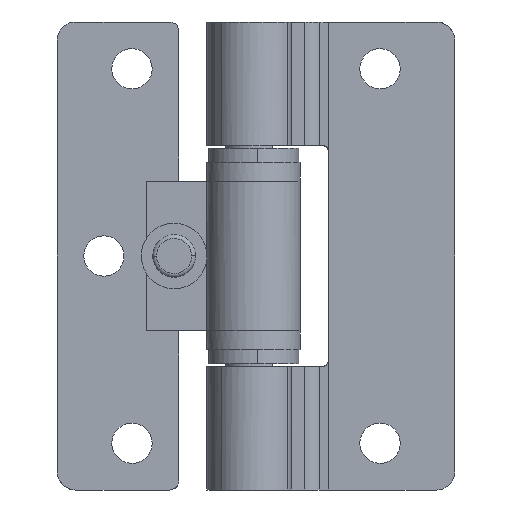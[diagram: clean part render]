
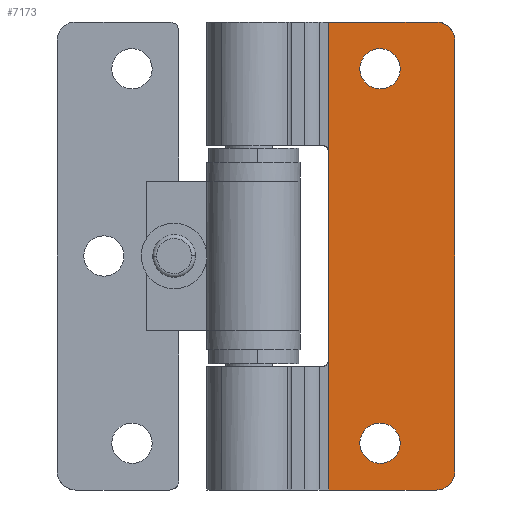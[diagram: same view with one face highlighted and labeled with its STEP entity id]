
A CAD part, front view. The second image highlights one B-rep face of the part: STEP entity #7173.
In plain terms, the highlighted free-form (B-spline) face has degree [1, 1] with [2, 2] control points.
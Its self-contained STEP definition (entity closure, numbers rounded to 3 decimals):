
#5447=CARTESIAN_POINT('',(13.5,5.0,7.15));
#5448=VERTEX_POINT('',#5447);
#5449=CARTESIAN_POINT('',(11.357,5.0,5.169));
#5450=VERTEX_POINT('',#5449);
#5451=CARTESIAN_POINT('',(13.5,5.0,7.15));
#5452=CARTESIAN_POINT('',(11.513,5.0,7.15));
#5453=CARTESIAN_POINT('',(11.357,5.0,5.169));
#5461=(BOUNDED_CURVE()B_SPLINE_CURVE(2,(#5451,#5452,#5453),.UNSPECIFIED.,.F.,.U.)B_SPLINE_CURVE_WITH_KNOTS((3,3),(0.0,0.236),.UNSPECIFIED.)CURVE()GEOMETRIC_REPRESENTATION_ITEM()RATIONAL_B_SPLINE_CURVE((1.0,0.723,0.97))REPRESENTATION_ITEM(''));
#5462=EDGE_CURVE('',#5448,#5450,#5461,.T.);
#5503=CARTESIAN_POINT('',(15.643,5.0,4.831));
#5504=VERTEX_POINT('',#5503);
#5510=CARTESIAN_POINT('',(15.643,5.0,4.831));
#5511=CARTESIAN_POINT('',(15.65,5.,4.916));
#5512=CARTESIAN_POINT('',(15.65,5.0,5.0));
#5513=CARTESIAN_POINT('',(15.65,5.,7.15));
#5514=CARTESIAN_POINT('',(13.5,5.0,7.15));
#5522=(BOUNDED_CURVE()B_SPLINE_CURVE(2,(#5510,#5511,#5512,#5513,#5514),.UNSPECIFIED.,.F.,.U.)B_SPLINE_CURVE_WITH_KNOTS((3,2,3),(0.736,0.75,1.0),.UNSPECIFIED.)CURVE()GEOMETRIC_REPRESENTATION_ITEM()RATIONAL_B_SPLINE_CURVE((0.97,0.984,1.0,0.707,1.0))REPRESENTATION_ITEM(''));
#5523=EDGE_CURVE('',#5504,#5448,#5522,.T.);
#5546=CARTESIAN_POINT('',(13.5,5.0,2.85));
#5547=VERTEX_POINT('',#5546);
#5548=CARTESIAN_POINT('',(11.357,5.,5.169));
#5549=CARTESIAN_POINT('',(11.35,5.0,5.084));
#5550=CARTESIAN_POINT('',(11.35,5.0,5.0));
#5551=CARTESIAN_POINT('',(11.35,5.,2.85));
#5552=CARTESIAN_POINT('',(13.5,5.0,2.85));
#5560=(BOUNDED_CURVE()B_SPLINE_CURVE(2,(#5548,#5549,#5550,#5551,#5552),.UNSPECIFIED.,.F.,.U.)B_SPLINE_CURVE_WITH_KNOTS((3,2,3),(0.236,0.25,0.5),.UNSPECIFIED.)CURVE()GEOMETRIC_REPRESENTATION_ITEM()RATIONAL_B_SPLINE_CURVE((0.97,0.984,1.0,0.707,1.0))REPRESENTATION_ITEM(''));
#5561=EDGE_CURVE('',#5450,#5547,#5560,.T.);
#5563=CARTESIAN_POINT('',(13.5,5.0,2.85));
#5564=CARTESIAN_POINT('',(15.487,5.,2.85));
#5565=CARTESIAN_POINT('',(15.643,5.,4.831));
#5573=(BOUNDED_CURVE()B_SPLINE_CURVE(2,(#5563,#5564,#5565),.UNSPECIFIED.,.F.,.U.)B_SPLINE_CURVE_WITH_KNOTS((3,3),(0.5,0.736),.UNSPECIFIED.)CURVE()GEOMETRIC_REPRESENTATION_ITEM()RATIONAL_B_SPLINE_CURVE((1.0,0.723,0.97))REPRESENTATION_ITEM(''));
#5574=EDGE_CURVE('',#5547,#5504,#5573,.T.);
#5629=CARTESIAN_POINT('',(13.5,5.0,47.15));
#5630=VERTEX_POINT('',#5629);
#5631=CARTESIAN_POINT('',(11.357,5.0,45.169));
#5632=VERTEX_POINT('',#5631);
#5633=CARTESIAN_POINT('',(13.5,5.0,47.15));
#5634=CARTESIAN_POINT('',(11.513,5.,47.15));
#5635=CARTESIAN_POINT('',(11.357,5.0,45.169));
#5643=(BOUNDED_CURVE()B_SPLINE_CURVE(2,(#5633,#5634,#5635),.UNSPECIFIED.,.F.,.U.)B_SPLINE_CURVE_WITH_KNOTS((3,3),(0.0,0.236),.UNSPECIFIED.)CURVE()GEOMETRIC_REPRESENTATION_ITEM()RATIONAL_B_SPLINE_CURVE((1.0,0.723,0.97))REPRESENTATION_ITEM(''));
#5644=EDGE_CURVE('',#5630,#5632,#5643,.T.);
#5685=CARTESIAN_POINT('',(15.643,5.0,44.831));
#5686=VERTEX_POINT('',#5685);
#5692=CARTESIAN_POINT('',(15.643,5.,44.831));
#5693=CARTESIAN_POINT('',(15.65,5.0,44.916));
#5694=CARTESIAN_POINT('',(15.65,5.0,45.0));
#5695=CARTESIAN_POINT('',(15.65,5.,47.15));
#5696=CARTESIAN_POINT('',(13.5,5.0,47.15));
#5704=(BOUNDED_CURVE()B_SPLINE_CURVE(2,(#5692,#5693,#5694,#5695,#5696),.UNSPECIFIED.,.F.,.U.)B_SPLINE_CURVE_WITH_KNOTS((3,2,3),(0.736,0.75,1.0),.UNSPECIFIED.)CURVE()GEOMETRIC_REPRESENTATION_ITEM()RATIONAL_B_SPLINE_CURVE((0.97,0.984,1.0,0.707,1.0))REPRESENTATION_ITEM(''));
#5705=EDGE_CURVE('',#5686,#5630,#5704,.T.);
#5728=CARTESIAN_POINT('',(13.5,5.0,42.85));
#5729=VERTEX_POINT('',#5728);
#5730=CARTESIAN_POINT('',(11.357,5.,45.169));
#5731=CARTESIAN_POINT('',(11.35,5.0,45.084));
#5732=CARTESIAN_POINT('',(11.35,5.0,45.0));
#5733=CARTESIAN_POINT('',(11.35,5.,42.85));
#5734=CARTESIAN_POINT('',(13.5,5.0,42.85));
#5742=(BOUNDED_CURVE()B_SPLINE_CURVE(2,(#5730,#5731,#5732,#5733,#5734),.UNSPECIFIED.,.F.,.U.)B_SPLINE_CURVE_WITH_KNOTS((3,2,3),(0.236,0.25,0.5),.UNSPECIFIED.)CURVE()GEOMETRIC_REPRESENTATION_ITEM()RATIONAL_B_SPLINE_CURVE((0.97,0.984,1.0,0.707,1.0))REPRESENTATION_ITEM(''));
#5743=EDGE_CURVE('',#5632,#5729,#5742,.T.);
#5745=CARTESIAN_POINT('',(13.5,5.0,42.85));
#5746=CARTESIAN_POINT('',(15.487,5.,42.85));
#5747=CARTESIAN_POINT('',(15.643,5.,44.831));
#5755=(BOUNDED_CURVE()B_SPLINE_CURVE(2,(#5745,#5746,#5747),.UNSPECIFIED.,.F.,.U.)B_SPLINE_CURVE_WITH_KNOTS((3,3),(0.5,0.736),.UNSPECIFIED.)CURVE()GEOMETRIC_REPRESENTATION_ITEM()RATIONAL_B_SPLINE_CURVE((1.0,0.723,0.97))REPRESENTATION_ITEM(''));
#5756=EDGE_CURVE('',#5729,#5686,#5755,.T.);
#6307=CARTESIAN_POINT('',(8.,5.0,0.0));
#6308=VERTEX_POINT('',#6307);
#6314=CARTESIAN_POINT('',(8.0,5.,13.9));
#6315=VERTEX_POINT('',#6314);
#6316=CARTESIAN_POINT('',(8.,5.0,0.0));
#6317=CARTESIAN_POINT('',(8.0,5.,13.9));
#6318=QUASI_UNIFORM_CURVE('',1,(#6316,#6317),.UNSPECIFIED.,.F.,.U.);
#6319=EDGE_CURVE('',#6308,#6315,#6318,.T.);
#6342=CARTESIAN_POINT('',(8.0,5.,36.1));
#6343=VERTEX_POINT('',#6342);
#6361=CARTESIAN_POINT('',(8.,5.0,50.0));
#6362=VERTEX_POINT('',#6361);
#6363=CARTESIAN_POINT('',(8.0,5.,36.1));
#6364=CARTESIAN_POINT('',(8.,5.0,50.0));
#6365=QUASI_UNIFORM_CURVE('',1,(#6363,#6364),.UNSPECIFIED.,.F.,.U.);
#6366=EDGE_CURVE('',#6343,#6362,#6365,.T.);
#7098=CARTESIAN_POINT('',(7.326,5.0,-2.497));
#7099=CARTESIAN_POINT('',(7.326,5.0,52.498));
#7100=CARTESIAN_POINT('',(22.174,5.0,-2.497));
#7101=CARTESIAN_POINT('',(22.174,5.0,52.498));
#7102=B_SPLINE_SURFACE_WITH_KNOTS('',1,1,((#7098,#7100),(#7099,#7101)),.UNSPECIFIED.,.F.,.F.,.U.,(2,2),(2,2),(0.0,54.995),(0.0,14.849),.UNSPECIFIED.);
#7103=CARTESIAN_POINT('',(19.5,5.0,0.0));
#7104=VERTEX_POINT('',#7103);
#7105=CARTESIAN_POINT('',(19.5,5.0,0.0));
#7106=CARTESIAN_POINT('',(8.,5.0,0.0));
#7107=QUASI_UNIFORM_CURVE('',1,(#7105,#7106),.UNSPECIFIED.,.F.,.U.);
#7108=EDGE_CURVE('',#7104,#6308,#7107,.T.);
#7109=ORIENTED_EDGE('',*,*,#7108,.F.);
#7110=CARTESIAN_POINT('',(21.5,5.0,2.0));
#7111=VERTEX_POINT('',#7110);
#7112=CARTESIAN_POINT('',(19.5,5.0,0.0));
#7113=CARTESIAN_POINT('',(21.5,5.,0.0));
#7114=CARTESIAN_POINT('',(21.5,5.0,2.0));
#7122=(BOUNDED_CURVE()B_SPLINE_CURVE(2,(#7112,#7113,#7114),.UNSPECIFIED.,.F.,.U.)CURVE()GEOMETRIC_REPRESENTATION_ITEM()QUASI_UNIFORM_CURVE()RATIONAL_B_SPLINE_CURVE((1.0,0.707,1.0))REPRESENTATION_ITEM(''));
#7123=EDGE_CURVE('',#7104,#7111,#7122,.T.);
#7124=ORIENTED_EDGE('',*,*,#7123,.T.);
#7125=CARTESIAN_POINT('',(21.5,5.0,48.0));
#7126=VERTEX_POINT('',#7125);
#7127=CARTESIAN_POINT('',(21.5,5.0,2.0));
#7128=CARTESIAN_POINT('',(21.5,5.0,48.0));
#7129=QUASI_UNIFORM_CURVE('',1,(#7127,#7128),.UNSPECIFIED.,.F.,.U.);
#7130=EDGE_CURVE('',#7111,#7126,#7129,.T.);
#7131=ORIENTED_EDGE('',*,*,#7130,.T.);
#7132=CARTESIAN_POINT('',(19.5,5.0,50.0));
#7133=VERTEX_POINT('',#7132);
#7134=CARTESIAN_POINT('',(21.5,5.0,48.0));
#7135=CARTESIAN_POINT('',(21.5,5.,50.0));
#7136=CARTESIAN_POINT('',(19.5,5.0,50.0));
#7144=(BOUNDED_CURVE()B_SPLINE_CURVE(2,(#7134,#7135,#7136),.UNSPECIFIED.,.F.,.U.)CURVE()GEOMETRIC_REPRESENTATION_ITEM()QUASI_UNIFORM_CURVE()RATIONAL_B_SPLINE_CURVE((1.0,0.707,1.0))REPRESENTATION_ITEM(''));
#7145=EDGE_CURVE('',#7126,#7133,#7144,.T.);
#7146=ORIENTED_EDGE('',*,*,#7145,.T.);
#7147=CARTESIAN_POINT('',(19.5,5.0,50.0));
#7148=CARTESIAN_POINT('',(8.,5.0,50.0));
#7149=QUASI_UNIFORM_CURVE('',1,(#7147,#7148),.UNSPECIFIED.,.F.,.U.);
#7150=EDGE_CURVE('',#7133,#6362,#7149,.T.);
#7151=ORIENTED_EDGE('',*,*,#7150,.T.);
#7152=ORIENTED_EDGE('',*,*,#6366,.F.);
#7153=CARTESIAN_POINT('',(8.0,5.,13.9));
#7154=CARTESIAN_POINT('',(8.0,5.,36.1));
#7155=QUASI_UNIFORM_CURVE('',1,(#7153,#7154),.UNSPECIFIED.,.F.,.U.);
#7156=EDGE_CURVE('',#6315,#6343,#7155,.T.);
#7157=ORIENTED_EDGE('',*,*,#7156,.F.);
#7158=ORIENTED_EDGE('',*,*,#6319,.F.);
#7159=EDGE_LOOP('',(#7109,#7124,#7131,#7146,#7151,#7152,#7157,#7158));
#7160=FACE_OUTER_BOUND('',#7159,.T.);
#7161=ORIENTED_EDGE('',*,*,#5756,.F.);
#7162=ORIENTED_EDGE('',*,*,#5743,.F.);
#7163=ORIENTED_EDGE('',*,*,#5644,.F.);
#7164=ORIENTED_EDGE('',*,*,#5705,.F.);
#7165=EDGE_LOOP('',(#7161,#7162,#7163,#7164));
#7166=FACE_BOUND('',#7165,.T.);
#7167=ORIENTED_EDGE('',*,*,#5574,.F.);
#7168=ORIENTED_EDGE('',*,*,#5561,.F.);
#7169=ORIENTED_EDGE('',*,*,#5462,.F.);
#7170=ORIENTED_EDGE('',*,*,#5523,.F.);
#7171=EDGE_LOOP('',(#7167,#7168,#7169,#7170));
#7172=FACE_BOUND('',#7171,.T.);
#7173=ADVANCED_FACE('',(#7160,#7166,#7172),#7102,.F.);
